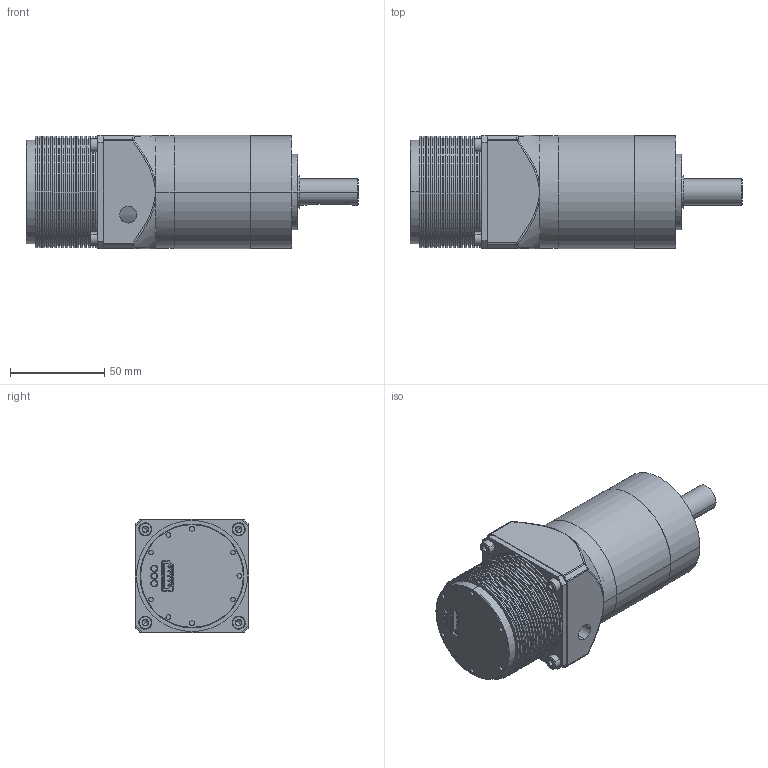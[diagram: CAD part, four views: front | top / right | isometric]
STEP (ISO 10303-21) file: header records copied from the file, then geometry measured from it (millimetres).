
FILE_DESCRIPTION (( 'STEP AP214' ), '1' );
FILE_NAME ('BB59PE60(2ST).STEP', '2023-08-03T08:36:07', ( '821079794744' ), ( '' ), 'SwSTEP 2.0', 'SolidWorks 2018', '' );
FILE_SCHEMA (( 'AUTOMOTIVE_DESIGN' ));
Length unit declared in the file: millimetre
Products named in the file (1): BB59PE60(2ST)
Bounding box: 176 x 60 x 60 mm (x, y, z)
Volume: 413505.1 mm3; surface area: 47507.8 mm2
Topology: 1 solids, 19 shells, 547 faces, 1207 edges, 741 vertices
Faces by surface type: cylinder 208, plane 207, cone 86, bspline 34, sphere 8, torus 4
Entity records: 21659 total; most frequent: CARTESIAN_POINT 3880, DIRECTION 2628, ORIENTED_EDGE 2354, EDGE_CURVE 1177, AXIS2_PLACEMENT_3D 1065, VERTEX_POINT 741, EDGE_LOOP 630, CIRCLE 551
